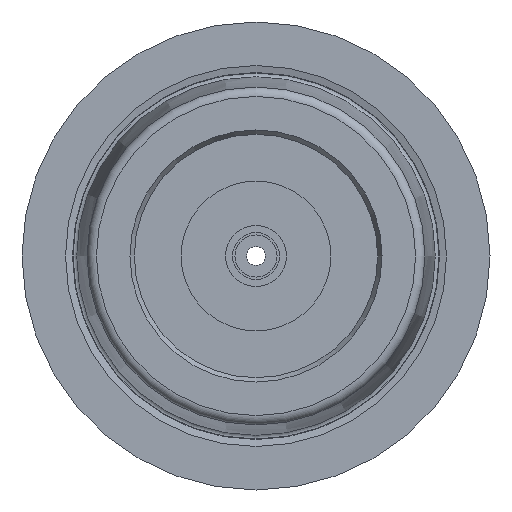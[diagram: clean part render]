
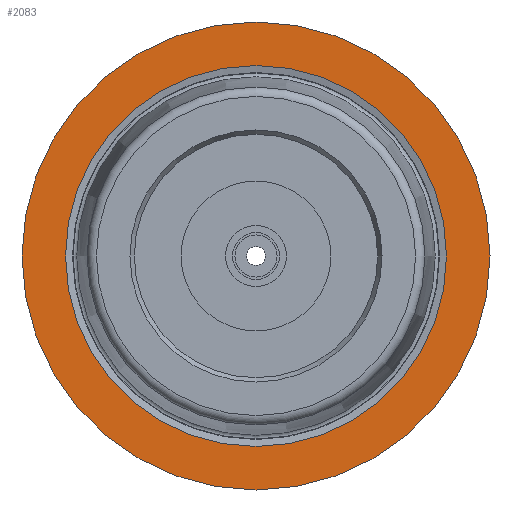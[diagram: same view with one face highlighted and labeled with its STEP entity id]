
A CAD part, left-side view. The second image highlights one B-rep face of the part: STEP entity #2083.
In plain terms, the highlighted planar face has unit normal (-1, 0, 0).
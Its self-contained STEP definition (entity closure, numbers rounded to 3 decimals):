
#2049=CARTESIAN_POINT('',(0.,20.35,0.0));
#2050=VERTEX_POINT('',#2049);
#2051=CARTESIAN_POINT('',(0.,0.0,0.0));
#2052=DIRECTION('',(1.0,0.0,0.0));
#2053=DIRECTION('',(0.0,1.0,0.0));
#2054=AXIS2_PLACEMENT_3D('',#2051,#2052,#2053);
#2055=CIRCLE('',#2054,20.35);
#2056=EDGE_CURVE('',#2050,#2050,#2055,.T.);
#2064=CARTESIAN_POINT('',(0.,22.675,0.0));
#2065=DIRECTION('',(-1.0,0.0,0.0));
#2066=DIRECTION('',(0.0,0.0,1.0));
#2067=AXIS2_PLACEMENT_3D('',#2064,#2065,#2066);
#2068=PLANE('',#2067);
#2069=CARTESIAN_POINT('',(0.,25.0,0.0));
#2070=VERTEX_POINT('',#2069);
#2071=CARTESIAN_POINT('',(0.,0.0,0.0));
#2072=DIRECTION('',(1.0,0.0,0.0));
#2073=DIRECTION('',(0.0,1.0,0.0));
#2074=AXIS2_PLACEMENT_3D('',#2071,#2072,#2073);
#2075=CIRCLE('',#2074,25.0);
#2076=EDGE_CURVE('',#2070,#2070,#2075,.T.);
#2077=ORIENTED_EDGE('',*,*,#2076,.F.);
#2078=EDGE_LOOP('',(#2077));
#2079=FACE_OUTER_BOUND('',#2078,.T.);
#2080=ORIENTED_EDGE('',*,*,#2056,.T.);
#2081=EDGE_LOOP('',(#2080));
#2082=FACE_BOUND('',#2081,.T.);
#2083=ADVANCED_FACE('',(#2079,#2082),#2068,.T.);
